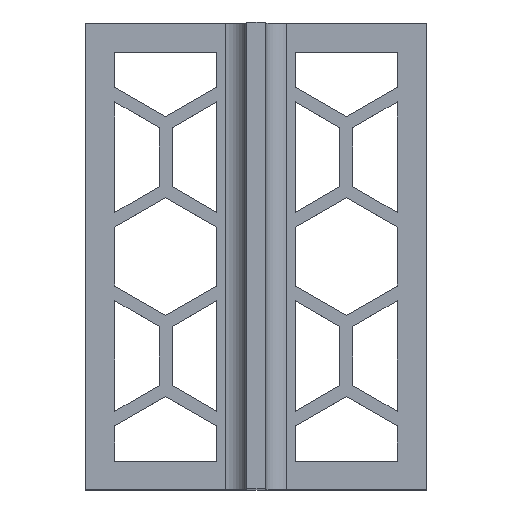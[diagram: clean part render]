
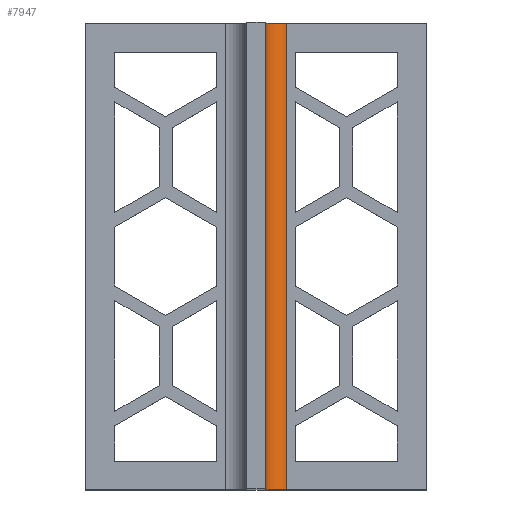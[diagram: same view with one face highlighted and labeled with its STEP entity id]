
A CAD part, top view. The second image highlights one B-rep face of the part: STEP entity #7947.
In plain terms, the highlighted cylindrical face has radius 5 mm (diameter 10 mm), a partial arc.
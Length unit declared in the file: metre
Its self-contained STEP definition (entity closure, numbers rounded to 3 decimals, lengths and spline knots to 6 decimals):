
#14=CYLINDRICAL_SURFACE('',#8364,0.005);
#16=CIRCLE('',#8352,0.005);
#18=CIRCLE('',#8355,0.005);
#676=ORIENTED_EDGE('',*,*,#2906,.F.);
#677=ORIENTED_EDGE('',*,*,#2919,.T.);
#678=ORIENTED_EDGE('',*,*,#2926,.T.);
#679=ORIENTED_EDGE('',*,*,#2921,.T.);
#2906=EDGE_CURVE('',#4052,#4053,#4816,.T.);
#2919=EDGE_CURVE('',#4052,#4061,#16,.F.);
#2921=EDGE_CURVE('',#4062,#4053,#18,.T.);
#2926=EDGE_CURVE('',#4061,#4062,#4832,.T.);
#4052=VERTEX_POINT('',#11863);
#4053=VERTEX_POINT('',#11865);
#4061=VERTEX_POINT('',#11886);
#4062=VERTEX_POINT('',#11891);
#4816=LINE('',#11864,#5958);
#4832=LINE('',#11899,#5974);
#5958=VECTOR('',#9346,1.);
#5974=VECTOR('',#9378,1.);
#6621=EDGE_LOOP('',(#676,#677,#678,#679));
#7141=FACE_BOUND('',#6621,.T.);
#7947=ADVANCED_FACE('',(#7141),#14,.F.);
#8352=AXIS2_PLACEMENT_3D('',#11887,#9361,#9362);
#8355=AXIS2_PLACEMENT_3D('',#11890,#9367,#9368);
#8364=AXIS2_PLACEMENT_3D('',#11924,#9402,#9403);
#9346=DIRECTION('',(0.,-1.,0.));
#9361=DIRECTION('',(0.,-1.,0.));
#9362=DIRECTION('',(0.,0.,-1.));
#9367=DIRECTION('',(0.,-1.,0.));
#9368=DIRECTION('',(0.,0.,-1.));
#9378=DIRECTION('',(0.,-1.,0.));
#9402=DIRECTION('',(0.,-1.,0.));
#9403=DIRECTION('',(0.,0.,-1.));
#11863=CARTESIAN_POINT('',(0.0072,0.0549,0.003));
#11864=CARTESIAN_POINT('',(0.0072,0.054902,0.003));
#11865=CARTESIAN_POINT('',(0.0072,-0.0549,0.003));
#11886=CARTESIAN_POINT('',(0.0022,0.0549,0.008));
#11887=CARTESIAN_POINT('',(0.0072,0.0549,0.008));
#11890=CARTESIAN_POINT('',(0.0072,-0.0549,0.008));
#11891=CARTESIAN_POINT('',(0.0022,-0.0549,0.008));
#11899=CARTESIAN_POINT('',(0.0022,0.054902,0.008));
#11924=CARTESIAN_POINT('',(0.0072,0.054902,0.008));
